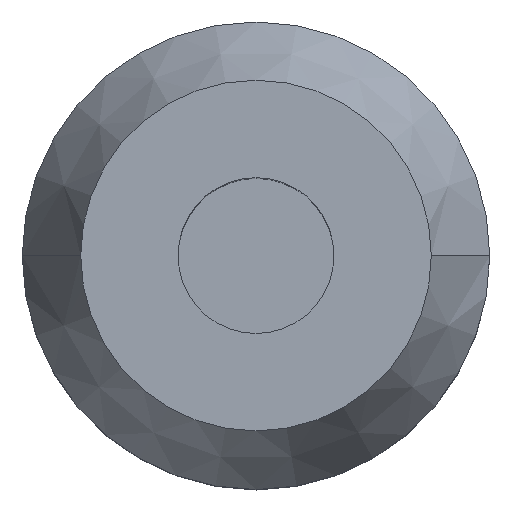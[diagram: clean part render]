
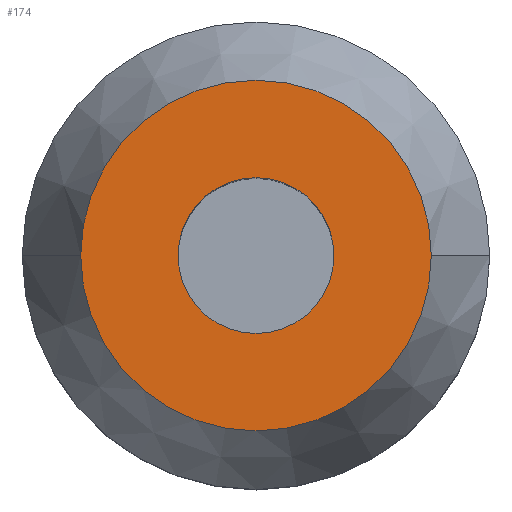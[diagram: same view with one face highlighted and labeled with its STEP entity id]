
A CAD part, top view. The second image highlights one B-rep face of the part: STEP entity #174.
In plain terms, the highlighted planar face has unit normal (0, 0, 1).
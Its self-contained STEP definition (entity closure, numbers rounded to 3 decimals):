
#89 = CARTESIAN_POINT ( 'NONE',  ( 0., 18., 75. ) ) ;
#125 = DIRECTION ( 'NONE',  ( 0., 0., 1. ) ) ;
#174 = ADVANCED_FACE ( 'NONE', ( #3601, #2065 ), #1198, .T. ) ;
#221 = CARTESIAN_POINT ( 'NONE',  ( 0., 0., 75. ) ) ;
#319 = AXIS2_PLACEMENT_3D ( 'NONE', #2566, #1457, #2258 ) ;
#412 = CARTESIAN_POINT ( 'NONE',  ( 0., 0., 75. ) ) ;
#426 = DIRECTION ( 'NONE',  ( 0., 0., -1. ) ) ;
#451 = DIRECTION ( 'NONE',  ( 0., 0., -1. ) ) ;
#641 = EDGE_CURVE ( 'NONE', #2394, #2989, #2180, .T. ) ;
#750 = DIRECTION ( 'NONE',  ( 0., 0., -1. ) ) ;
#976 = DIRECTION ( 'NONE',  ( -1., 0., 0. ) ) ;
#998 = DIRECTION ( 'NONE',  ( -1., 0., 0. ) ) ;
#1189 = CIRCLE ( 'NONE', #2101, 8. ) ;
#1198 = PLANE ( 'NONE',  #2159 ) ;
#1327 = EDGE_LOOP ( 'NONE', ( #3395, #2634 ) ) ;
#1457 = DIRECTION ( 'NONE',  ( 0., 0., -1. ) ) ;
#1682 = ORIENTED_EDGE ( 'NONE', *, *, #2169, .T. ) ;
#1729 = VERTEX_POINT ( 'NONE', #3529 ) ;
#1888 = CIRCLE ( 'NONE', #3232, 18. ) ;
#2007 = EDGE_CURVE ( 'NONE', #2989, #2394, #1888, .T. ) ;
#2056 = AXIS2_PLACEMENT_3D ( 'NONE', #412, #426, #976 ) ;
#2065 = FACE_OUTER_BOUND ( 'NONE', #1327, .T. ) ;
#2101 = AXIS2_PLACEMENT_3D ( 'NONE', #221, #750, #3549 ) ;
#2159 = AXIS2_PLACEMENT_3D ( 'NONE', #89, #125, #3155 ) ;
#2169 = EDGE_CURVE ( 'NONE', #3421, #1729, #3361, .T. ) ;
#2180 = CIRCLE ( 'NONE', #319, 18. ) ;
#2237 = CARTESIAN_POINT ( 'NONE',  ( 18., 0., 75. ) ) ;
#2258 = DIRECTION ( 'NONE',  ( -1., 0., 0. ) ) ;
#2291 = EDGE_CURVE ( 'NONE', #1729, #3421, #1189, .T. ) ;
#2354 = ORIENTED_EDGE ( 'NONE', *, *, #2291, .T. ) ;
#2394 = VERTEX_POINT ( 'NONE', #2237 ) ;
#2566 = CARTESIAN_POINT ( 'NONE',  ( 0., 0., 75. ) ) ;
#2634 = ORIENTED_EDGE ( 'NONE', *, *, #641, .F. ) ;
#2931 = CARTESIAN_POINT ( 'NONE',  ( 0., 0., 75. ) ) ;
#2989 = VERTEX_POINT ( 'NONE', #3375 ) ;
#3034 = CARTESIAN_POINT ( 'NONE',  ( 8., 0., 75. ) ) ;
#3155 = DIRECTION ( 'NONE',  ( 1., 0., 0. ) ) ;
#3232 = AXIS2_PLACEMENT_3D ( 'NONE', #2931, #451, #998 ) ;
#3341 = EDGE_LOOP ( 'NONE', ( #2354, #1682 ) ) ;
#3361 = CIRCLE ( 'NONE', #2056, 8. ) ;
#3375 = CARTESIAN_POINT ( 'NONE',  ( -18., 0., 75. ) ) ;
#3395 = ORIENTED_EDGE ( 'NONE', *, *, #2007, .F. ) ;
#3421 = VERTEX_POINT ( 'NONE', #3034 ) ;
#3529 = CARTESIAN_POINT ( 'NONE',  ( -8., 0., 75. ) ) ;
#3549 = DIRECTION ( 'NONE',  ( -1., 0., 0. ) ) ;
#3601 = FACE_BOUND ( 'NONE', #3341, .T. ) ;
